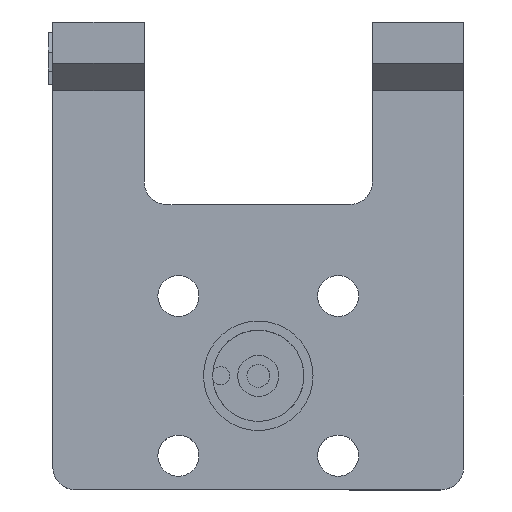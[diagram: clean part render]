
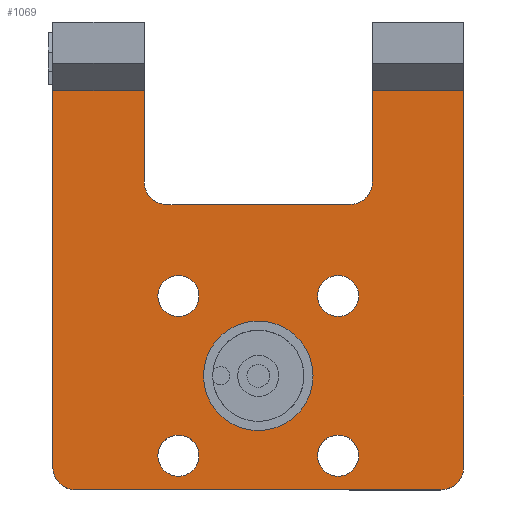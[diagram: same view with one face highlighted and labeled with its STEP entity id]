
A CAD part, top view. The second image highlights one B-rep face of the part: STEP entity #1069.
In plain terms, the highlighted planar face has unit normal (0, 0, 1).
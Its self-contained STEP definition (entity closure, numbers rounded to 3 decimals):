
#15=FACE_BOUND('',#150,.T.);
#16=FACE_BOUND('',#151,.T.);
#17=FACE_BOUND('',#152,.T.);
#18=FACE_BOUND('',#153,.T.);
#19=FACE_BOUND('',#154,.T.);
#31=CIRCLE('',#1143,2.);
#32=CIRCLE('',#1146,2.);
#34=CIRCLE('',#1149,2.);
#36=CIRCLE('',#1153,2.);
#37=CIRCLE('',#1154,4.8);
#38=CIRCLE('',#1155,1.8);
#39=CIRCLE('',#1156,1.8);
#40=CIRCLE('',#1157,1.8);
#41=CIRCLE('',#1158,1.8);
#92=FACE_OUTER_BOUND('',#149,.T.);
#149=EDGE_LOOP('',(#767,#768,#769,#770,#771,#772,#773,#774,#775,#776,#777,
#778));
#150=EDGE_LOOP('',(#779));
#151=EDGE_LOOP('',(#780));
#152=EDGE_LOOP('',(#781));
#153=EDGE_LOOP('',(#782));
#154=EDGE_LOOP('',(#783));
#237=LINE('',#1596,#357);
#241=LINE('',#1614,#361);
#244=LINE('',#1620,#364);
#245=LINE('',#1622,#365);
#246=LINE('',#1623,#366);
#247=LINE('',#1625,#367);
#248=LINE('',#1627,#368);
#249=LINE('',#1629,#369);
#357=VECTOR('',#1283,10.);
#361=VECTOR('',#1301,10.);
#364=VECTOR('',#1306,10.);
#365=VECTOR('',#1307,10.);
#366=VECTOR('',#1308,10.);
#367=VECTOR('',#1309,10.);
#368=VECTOR('',#1310,10.);
#369=VECTOR('',#1311,10.);
#466=VERTEX_POINT('',#1586);
#467=VERTEX_POINT('',#1588);
#469=VERTEX_POINT('',#1594);
#470=VERTEX_POINT('',#1598);
#472=VERTEX_POINT('',#1604);
#473=VERTEX_POINT('',#1605);
#476=VERTEX_POINT('',#1613);
#478=VERTEX_POINT('',#1619);
#479=VERTEX_POINT('',#1621);
#480=VERTEX_POINT('',#1624);
#481=VERTEX_POINT('',#1626);
#482=VERTEX_POINT('',#1628);
#483=VERTEX_POINT('',#1631);
#484=VERTEX_POINT('',#1633);
#485=VERTEX_POINT('',#1635);
#486=VERTEX_POINT('',#1637);
#487=VERTEX_POINT('',#1639);
#577=EDGE_CURVE('',#466,#467,#31,.T.);
#581=EDGE_CURVE('',#466,#469,#237,.T.);
#582=EDGE_CURVE('',#470,#469,#32,.T.);
#585=EDGE_CURVE('',#472,#473,#34,.T.);
#589=EDGE_CURVE('',#473,#476,#241,.T.);
#592=EDGE_CURVE('',#478,#472,#244,.T.);
#593=EDGE_CURVE('',#479,#478,#245,.T.);
#594=EDGE_CURVE('',#479,#467,#246,.T.);
#595=EDGE_CURVE('',#470,#480,#247,.T.);
#596=EDGE_CURVE('',#481,#480,#248,.T.);
#597=EDGE_CURVE('',#482,#481,#249,.T.);
#598=EDGE_CURVE('',#476,#482,#36,.T.);
#599=EDGE_CURVE('',#483,#483,#37,.T.);
#600=EDGE_CURVE('',#484,#484,#38,.T.);
#601=EDGE_CURVE('',#485,#485,#39,.T.);
#602=EDGE_CURVE('',#486,#486,#40,.T.);
#603=EDGE_CURVE('',#487,#487,#41,.T.);
#767=ORIENTED_EDGE('',*,*,#585,.F.);
#768=ORIENTED_EDGE('',*,*,#592,.F.);
#769=ORIENTED_EDGE('',*,*,#593,.F.);
#770=ORIENTED_EDGE('',*,*,#594,.T.);
#771=ORIENTED_EDGE('',*,*,#577,.F.);
#772=ORIENTED_EDGE('',*,*,#581,.T.);
#773=ORIENTED_EDGE('',*,*,#582,.F.);
#774=ORIENTED_EDGE('',*,*,#595,.T.);
#775=ORIENTED_EDGE('',*,*,#596,.F.);
#776=ORIENTED_EDGE('',*,*,#597,.F.);
#777=ORIENTED_EDGE('',*,*,#598,.F.);
#778=ORIENTED_EDGE('',*,*,#589,.F.);
#779=ORIENTED_EDGE('',*,*,#599,.T.);
#780=ORIENTED_EDGE('',*,*,#600,.T.);
#781=ORIENTED_EDGE('',*,*,#601,.T.);
#782=ORIENTED_EDGE('',*,*,#602,.T.);
#783=ORIENTED_EDGE('',*,*,#603,.T.);
#1022=PLANE('',#1152);
#1069=ADVANCED_FACE('',(#92,#15,#16,#17,#18,#19),#1022,.T.);
#1143=AXIS2_PLACEMENT_3D('',#1589,#1276,#1277);
#1146=AXIS2_PLACEMENT_3D('',#1599,#1286,#1287);
#1149=AXIS2_PLACEMENT_3D('',#1606,#1293,#1294);
#1152=AXIS2_PLACEMENT_3D('',#1618,#1304,#1305);
#1153=AXIS2_PLACEMENT_3D('',#1630,#1312,#1313);
#1154=AXIS2_PLACEMENT_3D('',#1632,#1314,#1315);
#1155=AXIS2_PLACEMENT_3D('',#1634,#1316,#1317);
#1156=AXIS2_PLACEMENT_3D('',#1636,#1318,#1319);
#1157=AXIS2_PLACEMENT_3D('',#1638,#1320,#1321);
#1158=AXIS2_PLACEMENT_3D('',#1640,#1322,#1323);
#1276=DIRECTION('center_axis',(0.,0.,1.));
#1277=DIRECTION('ref_axis',(0.707,-0.707,0.));
#1283=DIRECTION('',(-1.,0.,0.));
#1286=DIRECTION('center_axis',(0.,0.,1.));
#1287=DIRECTION('ref_axis',(-0.707,-0.707,0.));
#1293=DIRECTION('center_axis',(0.,0.,-1.));
#1294=DIRECTION('ref_axis',(0.707,-0.707,0.));
#1301=DIRECTION('',(-1.,0.,0.));
#1304=DIRECTION('center_axis',(0.,0.,1.));
#1305=DIRECTION('ref_axis',(1.,0.,0.));
#1306=DIRECTION('',(0.,-1.,0.));
#1307=DIRECTION('',(1.,0.,0.));
#1308=DIRECTION('',(0.,-1.,0.));
#1309=DIRECTION('',(0.,1.,0.));
#1310=DIRECTION('',(1.,0.,0.));
#1311=DIRECTION('',(0.,1.,0.));
#1312=DIRECTION('center_axis',(0.,0.,-1.));
#1313=DIRECTION('ref_axis',(-0.707,-0.707,0.));
#1314=DIRECTION('center_axis',(0.,0.,-1.));
#1315=DIRECTION('ref_axis',(1.,0.,0.));
#1316=DIRECTION('center_axis',(0.,0.,-1.));
#1317=DIRECTION('ref_axis',(-1.,0.,0.));
#1318=DIRECTION('center_axis',(0.,0.,-1.));
#1319=DIRECTION('ref_axis',(-1.,0.,0.));
#1320=DIRECTION('center_axis',(0.,0.,-1.));
#1321=DIRECTION('ref_axis',(-1.,0.,0.));
#1322=DIRECTION('center_axis',(0.,0.,-1.));
#1323=DIRECTION('ref_axis',(-1.,0.,0.));
#1586=CARTESIAN_POINT('',(8.,15.,3.2));
#1588=CARTESIAN_POINT('',(10.,17.,3.2));
#1589=CARTESIAN_POINT('Origin',(8.,17.,3.2));
#1594=CARTESIAN_POINT('',(-8.,15.,3.2));
#1596=CARTESIAN_POINT('',(0.,15.,3.2));
#1598=CARTESIAN_POINT('',(-10.,17.,3.2));
#1599=CARTESIAN_POINT('Origin',(-8.,17.,3.2));
#1604=CARTESIAN_POINT('',(18.,-8.,3.2));
#1605=CARTESIAN_POINT('',(16.,-10.,3.2));
#1606=CARTESIAN_POINT('Origin',(16.,-8.,3.2));
#1613=CARTESIAN_POINT('',(-16.,-10.,3.2));
#1614=CARTESIAN_POINT('',(-18.,-10.,3.2));
#1618=CARTESIAN_POINT('Origin',(0.,0.,
3.2));
#1619=CARTESIAN_POINT('',(18.,25.,3.2));
#1620=CARTESIAN_POINT('',(18.,-10.,3.2));
#1621=CARTESIAN_POINT('',(10.,25.,3.2));
#1622=CARTESIAN_POINT('',(18.,25.,3.2));
#1623=CARTESIAN_POINT('',(10.,15.5,3.2));
#1624=CARTESIAN_POINT('',(-10.,25.,3.2));
#1625=CARTESIAN_POINT('',(-10.,15.5,3.2));
#1626=CARTESIAN_POINT('',(-18.,25.,3.2));
#1627=CARTESIAN_POINT('',(18.,25.,3.2));
#1628=CARTESIAN_POINT('',(-18.,-8.,3.2));
#1629=CARTESIAN_POINT('',(-18.,10.,3.2));
#1630=CARTESIAN_POINT('Origin',(-16.,-8.,3.2));
#1631=CARTESIAN_POINT('',(-4.8,0.,3.2));
#1632=CARTESIAN_POINT('Origin',(0.,0.,3.2));
#1633=CARTESIAN_POINT('',(-5.2,7.,3.2));
#1634=CARTESIAN_POINT('Origin',(-7.,7.,3.2));
#1635=CARTESIAN_POINT('',(8.8,-7.,3.2));
#1636=CARTESIAN_POINT('Origin',(7.,-7.,3.2));
#1637=CARTESIAN_POINT('',(-5.2,-7.,3.2));
#1638=CARTESIAN_POINT('Origin',(-7.,-7.,3.2));
#1639=CARTESIAN_POINT('',(8.8,7.,3.2));
#1640=CARTESIAN_POINT('Origin',(7.,7.,3.2));
